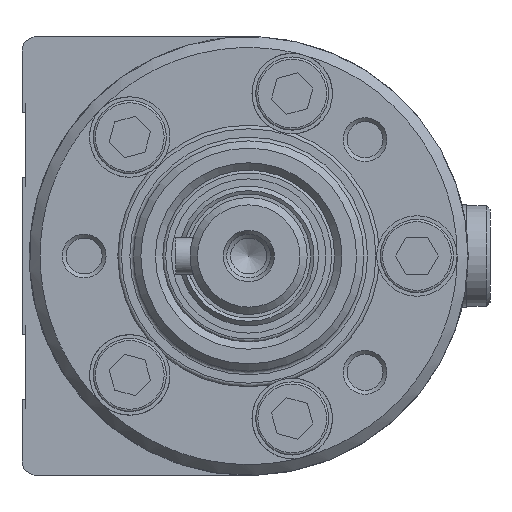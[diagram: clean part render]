
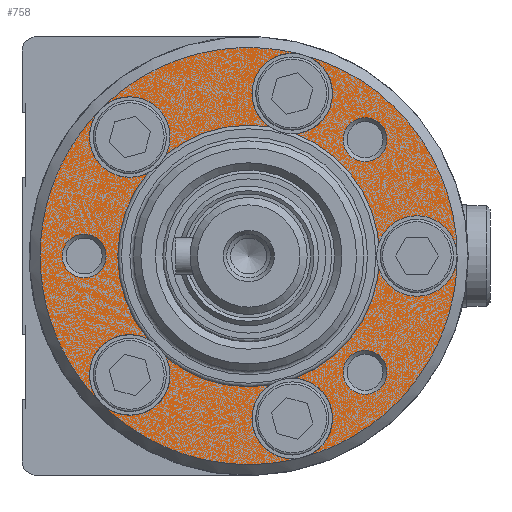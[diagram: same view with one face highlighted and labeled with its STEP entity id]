
A CAD part, left-side view. The second image highlights one B-rep face of the part: STEP entity #758.
In plain terms, the highlighted planar face has unit normal (1, 0, 0).
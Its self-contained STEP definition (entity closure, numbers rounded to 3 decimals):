
#758 = ADVANCED_FACE( '', ( #1544, #1545, #1546, #1547, #1548 ), #1549, .F. );
#1544 = FACE_OUTER_BOUND( '', #2310, .T. );
#1545 = FACE_BOUND( '', #2311, .T. );
#1546 = FACE_BOUND( '', #2312, .T. );
#1547 = FACE_BOUND( '', #2313, .T. );
#1548 = FACE_BOUND( '', #2314, .T. );
#1549 = PLANE( '', #2315 );
#2310 = EDGE_LOOP( '', ( #3786 ) );
#2311 = EDGE_LOOP( '', ( #3787 ) );
#2312 = EDGE_LOOP( '', ( #3788 ) );
#2313 = EDGE_LOOP( '', ( #3789 ) );
#2314 = EDGE_LOOP( '', ( #3790 ) );
#2315 = AXIS2_PLACEMENT_3D( '', #3791, #3792, #3793 );
#3786 = ORIENTED_EDGE( '', *, *, #4278, .F. );
#3787 = ORIENTED_EDGE( '', *, *, #4436, .T. );
#3788 = ORIENTED_EDGE( '', *, *, #4143, .T. );
#3789 = ORIENTED_EDGE( '', *, *, #4381, .T. );
#3790 = ORIENTED_EDGE( '', *, *, #4316, .T. );
#3791 = CARTESIAN_POINT( '', ( 18., 0., 0. ) );
#3792 = DIRECTION( '', ( -1., 0., 0. ) );
#3793 = DIRECTION( '', ( 0., 0., 1. ) );
#4143 = EDGE_CURVE( '', #4856, #4856, #4857, .T. );
#4278 = EDGE_CURVE( '', #5061, #5061, #5062, .T. );
#4316 = EDGE_CURVE( '', #5114, #5114, #5115, .T. );
#4381 = EDGE_CURVE( '', #5195, #5195, #5196, .T. );
#4436 = EDGE_CURVE( '', #5260, #5260, #5261, .T. );
#4856 = VERTEX_POINT( '', #5919 );
#4857 = CIRCLE( '', #5920, 2.459 );
#5061 = VERTEX_POINT( '', #6228 );
#5062 = CIRCLE( '', #6229, 30. );
#5114 = VERTEX_POINT( '', #6295 );
#5115 = CIRCLE( '', #6296, 2.459 );
#5195 = VERTEX_POINT( '', #6416 );
#5196 = CIRCLE( '', #6417, 2.459 );
#5260 = VERTEX_POINT( '', #6522 );
#5261 = CIRCLE( '', #6523, 17.9 );
#5919 = CARTESIAN_POINT( '', ( 18., 15.91, 18.368 ) );
#5920 = AXIS2_PLACEMENT_3D( '', #6900, #6901, #6902 );
#6228 = CARTESIAN_POINT( '', ( 18., 0., 30. ) );
#6229 = AXIS2_PLACEMENT_3D( '', #7057, #7058, #7059 );
#6295 = CARTESIAN_POINT( '', ( 18., -15.91, 18.368 ) );
#6296 = AXIS2_PLACEMENT_3D( '', #7095, #7096, #7097 );
#6416 = CARTESIAN_POINT( '', ( 18., 0., -20.042 ) );
#6417 = AXIS2_PLACEMENT_3D( '', #7152, #7153, #7154 );
#6522 = CARTESIAN_POINT( '', ( 18., 0., 17.9 ) );
#6523 = AXIS2_PLACEMENT_3D( '', #7195, #7196, #7197 );
#6900 = CARTESIAN_POINT( '', ( 18., 15.91, 15.91 ) );
#6901 = DIRECTION( '', ( -1., 0., 0. ) );
#6902 = DIRECTION( '', ( 0., 0., 1. ) );
#7057 = CARTESIAN_POINT( '', ( 18., 0., 0. ) );
#7058 = DIRECTION( '', ( -1., 0., 0. ) );
#7059 = DIRECTION( '', ( 0., 0., 1. ) );
#7095 = CARTESIAN_POINT( '', ( 18., -15.91, 15.91 ) );
#7096 = DIRECTION( '', ( -1., 0., 0. ) );
#7097 = DIRECTION( '', ( 0., 0., 1. ) );
#7152 = CARTESIAN_POINT( '', ( 18., 0., -22.5 ) );
#7153 = DIRECTION( '', ( -1., 0., 0. ) );
#7154 = DIRECTION( '', ( 0., 0., 1. ) );
#7195 = CARTESIAN_POINT( '', ( 18., 0., 0. ) );
#7196 = DIRECTION( '', ( -1., 0., 0. ) );
#7197 = DIRECTION( '', ( 0., 0., 1. ) );
